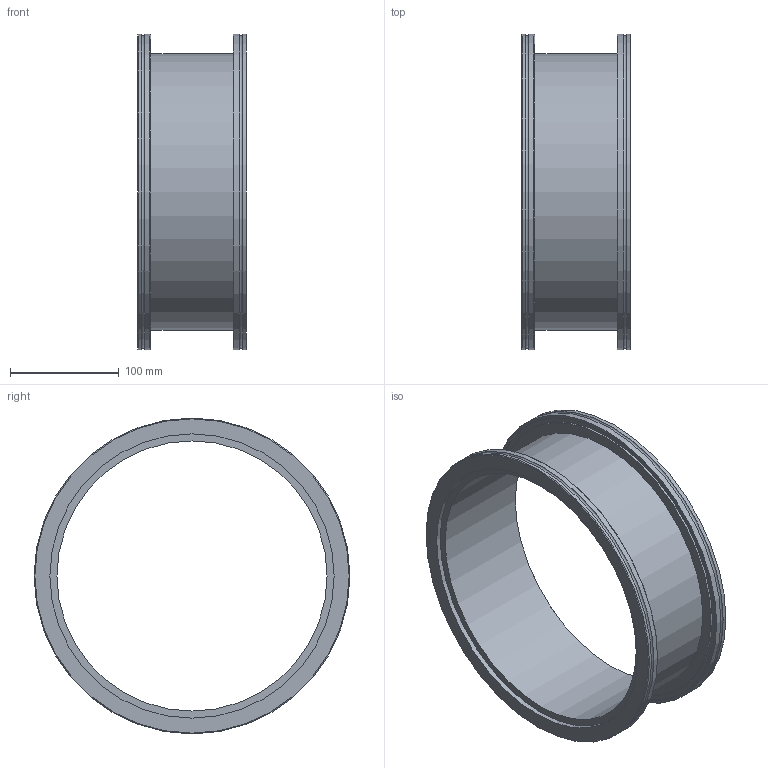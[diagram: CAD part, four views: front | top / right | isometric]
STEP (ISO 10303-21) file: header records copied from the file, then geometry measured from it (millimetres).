
FILE_DESCRIPTION(/* description */ (''),/* implementation_level */ '2;1');
FILE_NAME(/* name */ 'FL-SC250LF.stp',/* time_stamp */ '2018-08-24T11:27:01+01:00',/* author */ ('paul'),/* organization */ (''),/* preprocessor_version */ 'ST-DEVELOPER v17.2',/* originating_system */ 'Autodesk Inventor 2019',/* authorisation */ '');
FILE_SCHEMA (('AUTOMOTIVE_DESIGN { 1 0 10303 214 3 1 1 }'));
Length unit declared in the file: millimetre
Products named in the file (1): FL-SC250LF
Bounding box: 100 x 290 x 290 mm (x, y, z)
Volume: 534438.1 mm3; surface area: 236242.1 mm2
Topology: 1 solids, 1 shells, 27 faces, 74 edges, 57 vertices
Faces by surface type: cylinder 12, plane 10, torus 3, cone 2
Full cylindrical faces by diameter (mm): 248 x1, 254 x1, 261 x2, 275 x2, 285 x2, 290 x4
Entity records: 977 total; most frequent: DIRECTION 190, CARTESIAN_POINT 159, ORIENTED_EDGE 148, AXIS2_PLACEMENT_3D 88, EDGE_CURVE 74, CIRCLE 60, VERTEX_POINT 57, EDGE_LOOP 37
